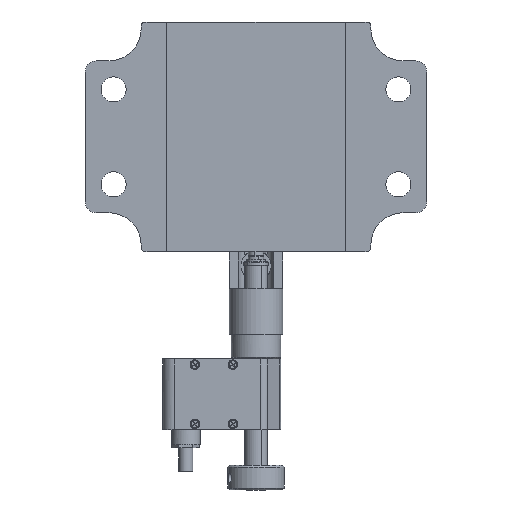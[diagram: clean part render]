
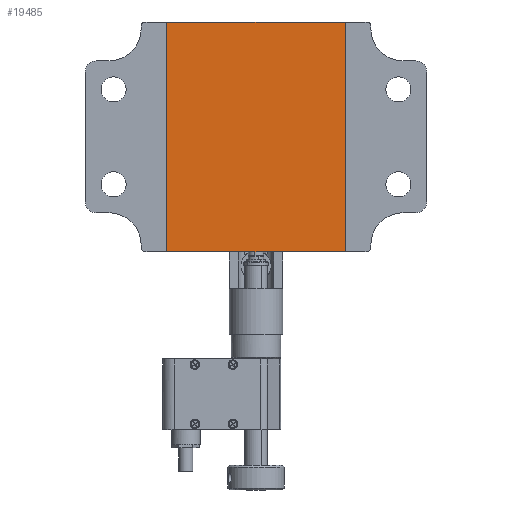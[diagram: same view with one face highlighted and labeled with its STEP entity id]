
A CAD part, front view. The second image highlights one B-rep face of the part: STEP entity #19485.
In plain terms, the highlighted planar face has unit normal (0, -1, 0).
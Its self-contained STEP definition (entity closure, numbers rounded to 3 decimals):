
#367 = LINE ( 'NONE', #16452, #18825 ) ;
#611 = FACE_OUTER_BOUND ( 'NONE', #16819, .T. ) ;
#2736 = LINE ( 'NONE', #5223, #25054 ) ;
#2788 = VERTEX_POINT ( 'NONE', #15992 ) ;
#3853 = ORIENTED_EDGE ( 'NONE', *, *, #10304, .T. ) ;
#4012 = VERTEX_POINT ( 'NONE', #10646 ) ;
#4402 = DIRECTION ( 'NONE',  ( 0., 0., -1. ) ) ;
#4819 = VERTEX_POINT ( 'NONE', #19426 ) ;
#5025 = CARTESIAN_POINT ( 'NONE',  ( 23.5, 0.3, -30.25 ) ) ;
#5223 = CARTESIAN_POINT ( 'NONE',  ( 23.5, 0.3, 30.25 ) ) ;
#8713 = DIRECTION ( 'NONE',  ( 0., 1., 0. ) ) ;
#10304 = EDGE_CURVE ( 'NONE', #2788, #14098, #13613, .T. ) ;
#10646 = CARTESIAN_POINT ( 'NONE',  ( 23.5, 0.3, -30.25 ) ) ;
#10762 = VECTOR ( 'NONE', #11915, 1000. ) ;
#11915 = DIRECTION ( 'NONE',  ( 0., 0., -1. ) ) ;
#12383 = EDGE_CURVE ( 'NONE', #14098, #4012, #22919, .T. ) ;
#12501 = PLANE ( 'NONE',  #19267 ) ;
#13003 = DIRECTION ( 'NONE',  ( 1., 0., 0. ) ) ;
#13613 = LINE ( 'NONE', #14141, #10762 ) ;
#14098 = VERTEX_POINT ( 'NONE', #16403 ) ;
#14141 = CARTESIAN_POINT ( 'NONE',  ( -23.5, 0.3, 30.25 ) ) ;
#14356 = DIRECTION ( 'NONE',  ( 1., 0., 0. ) ) ;
#15992 = CARTESIAN_POINT ( 'NONE',  ( -23.5, 0.3, 30.25 ) ) ;
#16403 = CARTESIAN_POINT ( 'NONE',  ( -23.5, 0.3, -30.25 ) ) ;
#16452 = CARTESIAN_POINT ( 'NONE',  ( 23.5, 0.3, 30.25 ) ) ;
#16679 = CARTESIAN_POINT ( 'NONE',  ( 23.5, 0.3, 30.25 ) ) ;
#16819 = EDGE_LOOP ( 'NONE', ( #24810, #17849, #21055, #3853 ) ) ;
#17130 = VECTOR ( 'NONE', #13003, 1000. ) ;
#17849 = ORIENTED_EDGE ( 'NONE', *, *, #25217, .F. ) ;
#18825 = VECTOR ( 'NONE', #14356, 1000. ) ;
#18952 = DIRECTION ( 'NONE',  ( 0., 0., -1. ) ) ;
#19267 = AXIS2_PLACEMENT_3D ( 'NONE', #16679, #8713, #4402 ) ;
#19426 = CARTESIAN_POINT ( 'NONE',  ( 23.5, 0.3, 30.25 ) ) ;
#19485 = ADVANCED_FACE ( 'NONE', ( #611 ), #12501, .F. ) ;
#21055 = ORIENTED_EDGE ( 'NONE', *, *, #21804, .F. ) ;
#21804 = EDGE_CURVE ( 'NONE', #2788, #4819, #367, .T. ) ;
#22919 = LINE ( 'NONE', #5025, #17130 ) ;
#24810 = ORIENTED_EDGE ( 'NONE', *, *, #12383, .T. ) ;
#25054 = VECTOR ( 'NONE', #18952, 1000. ) ;
#25217 = EDGE_CURVE ( 'NONE', #4819, #4012, #2736, .T. ) ;
